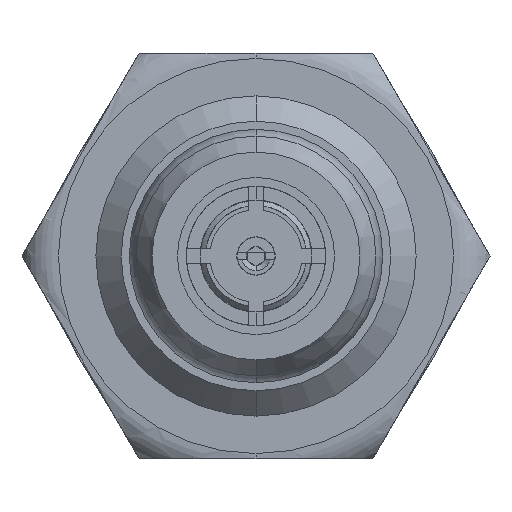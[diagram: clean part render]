
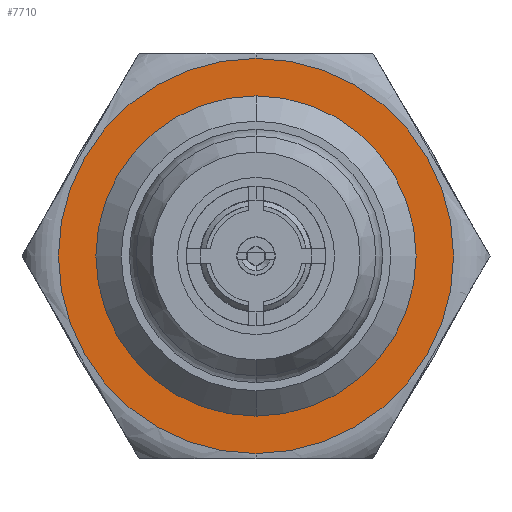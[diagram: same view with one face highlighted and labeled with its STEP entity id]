
A CAD part, front view. The second image highlights one B-rep face of the part: STEP entity #7710.
In plain terms, the highlighted planar face has unit normal (0, -1, 0).
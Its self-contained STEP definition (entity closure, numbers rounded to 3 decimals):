
#150 = VERTEX_POINT ( 'NONE', #1195 ) ;
#338 = DIRECTION ( 'NONE',  ( 0., -1., 0. ) ) ;
#536 = EDGE_CURVE ( 'Defeature ausgef�hrt1_4+Defeature ausgef�hrt1_5+Defeature ausgef�hrt1_5+Defeature ausgef�hrt1_5', #5085, #5032, #5226, .T. ) ;
#675 = CARTESIAN_POINT ( 'NONE',  ( 0., -8.4, 3.16 ) ) ;
#823 = EDGE_CURVE ( 'Defeature ausgef�hrt1_4+Defeature ausgef�hrt1_5+Defeature ausgef�hrt1_5+Defeature ausgef�hrt1_5', #5032, #5085, #1997, .T. ) ;
#1065 = EDGE_LOOP ( 'NONE', ( #1440, #1782 ) ) ;
#1101 = DIRECTION ( 'NONE',  ( 0., -1., 0. ) ) ;
#1187 = CARTESIAN_POINT ( 'NONE',  ( 0., -8.4, 0. ) ) ;
#1195 = CARTESIAN_POINT ( 'NONE',  ( 0., -8.4, 3.9 ) ) ;
#1440 = ORIENTED_EDGE ( 'NONE', *, *, #536, .F. ) ;
#1639 = DIRECTION ( 'NONE',  ( 0., 0., -1. ) ) ;
#1724 = DIRECTION ( 'NONE',  ( 0., -1., 0. ) ) ;
#1782 = ORIENTED_EDGE ( 'NONE', *, *, #823, .F. ) ;
#1997 = CIRCLE ( 'NONE', #3577, 3.16 ) ;
#2156 = FACE_BOUND ( 'NONE', #1065, .T. ) ;
#2169 = VERTEX_POINT ( 'NONE', #6863 ) ;
#2366 = CIRCLE ( 'NONE', #6027, 3.9 ) ;
#2380 = DIRECTION ( 'NONE',  ( 0., 0., 1. ) ) ;
#2477 = EDGE_CURVE ( 'Defeature ausgef�hrt1_5+Defeature ausgef�hrt1_6+Defeature ausgef�hrt1_6+Defeature ausgef�hrt1_6', #150, #2169, #2366, .T. ) ;
#2620 = AXIS2_PLACEMENT_3D ( 'NONE', #4218, #1724, #2380 ) ;
#3523 = AXIS2_PLACEMENT_3D ( 'NONE', #1187, #4940, #1639 ) ;
#3577 = AXIS2_PLACEMENT_3D ( 'NONE', #5912, #338, #4694 ) ;
#3587 = CARTESIAN_POINT ( 'NONE',  ( 0., -8.4, 0. ) ) ;
#3688 = DIRECTION ( 'NONE',  ( 0., 0., 1. ) ) ;
#3788 = CIRCLE ( 'NONE', #2620, 3.9 ) ;
#4218 = CARTESIAN_POINT ( 'NONE',  ( 0., -8.4, 0. ) ) ;
#4398 = CARTESIAN_POINT ( 'NONE',  ( 0., -8.4, -3.16 ) ) ;
#4694 = DIRECTION ( 'NONE',  ( 0., 0., -1. ) ) ;
#4723 = AXIS2_PLACEMENT_3D ( 'NONE', #6738, #4941, #8051 ) ;
#4870 = EDGE_CURVE ( 'Defeature ausgef�hrt1_5+Defeature ausgef�hrt1_6+Defeature ausgef�hrt1_6+Defeature ausgef�hrt1_6', #2169, #150, #3788, .T. ) ;
#4940 = DIRECTION ( 'NONE',  ( 0., -1., 0. ) ) ;
#4941 = DIRECTION ( 'NONE',  ( 0., 1., 0. ) ) ;
#5032 = VERTEX_POINT ( 'NONE', #675 ) ;
#5085 = VERTEX_POINT ( 'NONE', #4398 ) ;
#5226 = CIRCLE ( 'NONE', #3523, 3.16 ) ;
#5667 = ORIENTED_EDGE ( 'NONE', *, *, #4870, .T. ) ;
#5793 = ORIENTED_EDGE ( 'NONE', *, *, #2477, .T. ) ;
#5912 = CARTESIAN_POINT ( 'NONE',  ( 0., -8.4, 0. ) ) ;
#6027 = AXIS2_PLACEMENT_3D ( 'NONE', #3587, #1101, #3688 ) ;
#6085 = PLANE ( 'NONE',  #4723 ) ;
#6217 = EDGE_LOOP ( 'NONE', ( #5793, #5667 ) ) ;
#6480 = FACE_OUTER_BOUND ( 'NONE', #6217, .T. ) ;
#6738 = CARTESIAN_POINT ( 'NONE',  ( -3.16, -8.4, 0. ) ) ;
#6863 = CARTESIAN_POINT ( 'NONE',  ( 0., -8.4, -3.9 ) ) ;
#7710 = ADVANCED_FACE ( 'Defeature ausgef�hrt1_5', ( #6480, #2156 ), #6085, .F. ) ;
#8051 = DIRECTION ( 'NONE',  ( 0., 0., 1. ) ) ;
